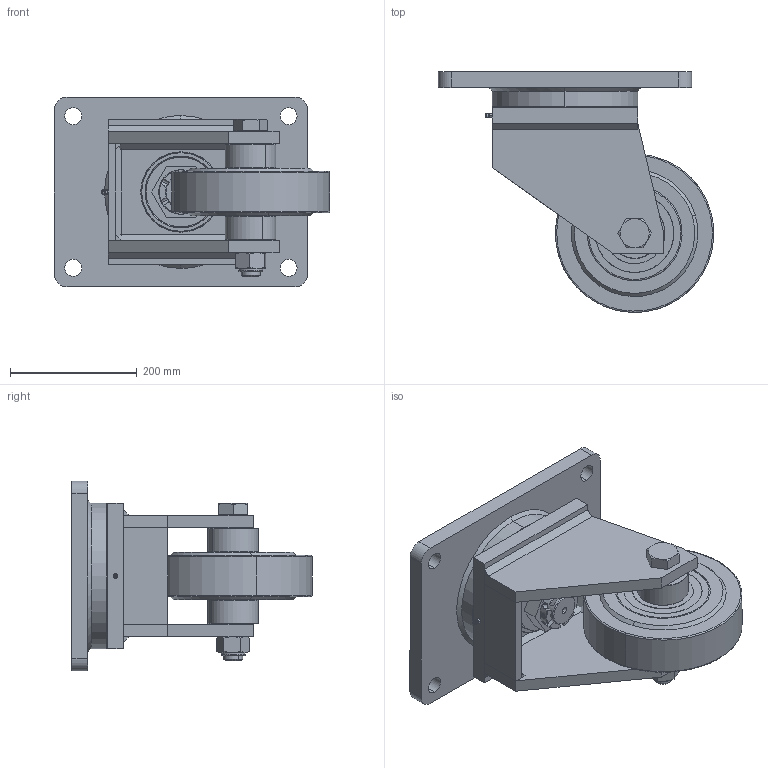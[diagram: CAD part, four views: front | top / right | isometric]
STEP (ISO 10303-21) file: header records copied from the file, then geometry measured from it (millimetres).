
FILE_DESCRIPTION (( 'STEP AP214' ), '1' );
FILE_NAME ('0028602_L-HS-STS-250-K-3.STEP', '2017-03-29T10:58:37', ( '' ), ( '' ), 'SwSTEP 2.0', 'SolidWorks 2016', '' );
FILE_SCHEMA (( 'AUTOMOTIVE_DESIGN' ));
Length unit declared in the file: millimetre
Products named in the file (1): 0028602_L-HS-STS-250-K-3
Bounding box: 434.86 x 379.86 x 300 mm (x, y, z)
Surface area: 1284708 mm2 (no closed solid volume)
Topology: 0 solids, 39 shells, 520 faces, 1140 edges, 714 vertices
Faces by surface type: plane 204, cylinder 148, cone 118, torus 30, bspline 18, sphere 2
Entity records: 25050 total; most frequent: CARTESIAN_POINT 7491, DIRECTION 2486, ORIENTED_EDGE 2237, EDGE_CURVE 1135, AXIS2_PLACEMENT_3D 986, VERTEX_POINT 713, EDGE_LOOP 598, UNCERTAINTY_MEASURE_WITH_UNIT 554
